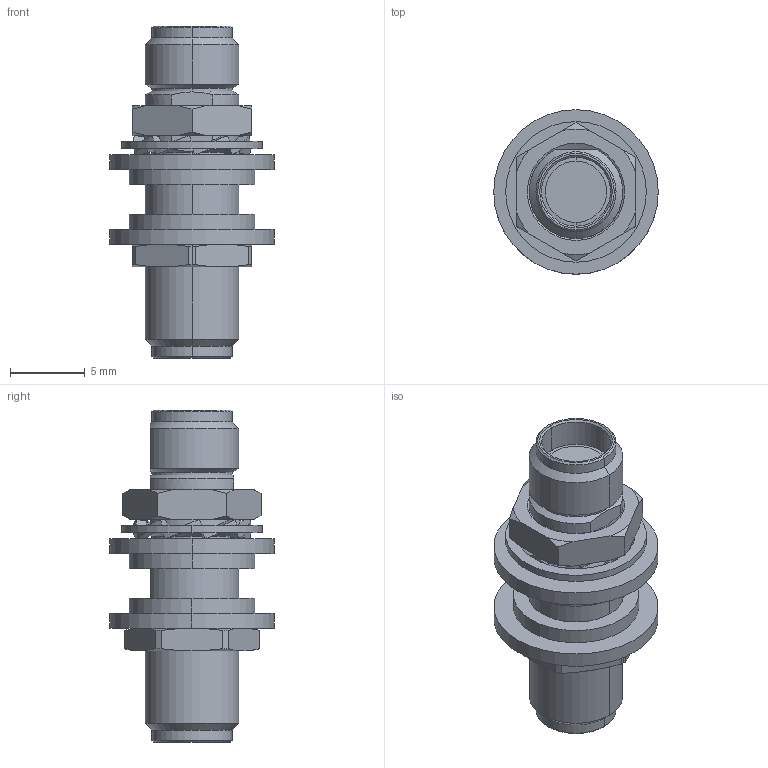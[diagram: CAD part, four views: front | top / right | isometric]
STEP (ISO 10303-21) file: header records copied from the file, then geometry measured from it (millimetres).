
FILE_DESCRIPTION (( 'STEP AP203' ), '1' );
FILE_NAME ('R125.722.001.STEP', '2014-10-10T08:19:06', ( 'adminradiall' ), ( 'Microsoft' ), 'SwSTEP 2.0', 'SolidWorks 2014', '' );
FILE_SCHEMA (( 'CONFIG_CONTROL_DESIGN' ));
Length unit declared in the file: metre
Products named in the file (1): R125.722.001
Bounding box: 11 x 11 x 22.2 mm (x, y, z)
Volume: 859.6 mm3; surface area: 1215 mm2
Topology: 3 solids, 3 shells, 196 faces, 489 edges, 312 vertices
Faces by surface type: cylinder 74, plane 68, cone 54
Entity records: 6163 total; most frequent: CARTESIAN_POINT 1460, ORIENTED_EDGE 978, DIRECTION 968, EDGE_CURVE 489, AXIS2_PLACEMENT_3D 392, VERTEX_POINT 312, EDGE_LOOP 217, ADVANCED_FACE 196
